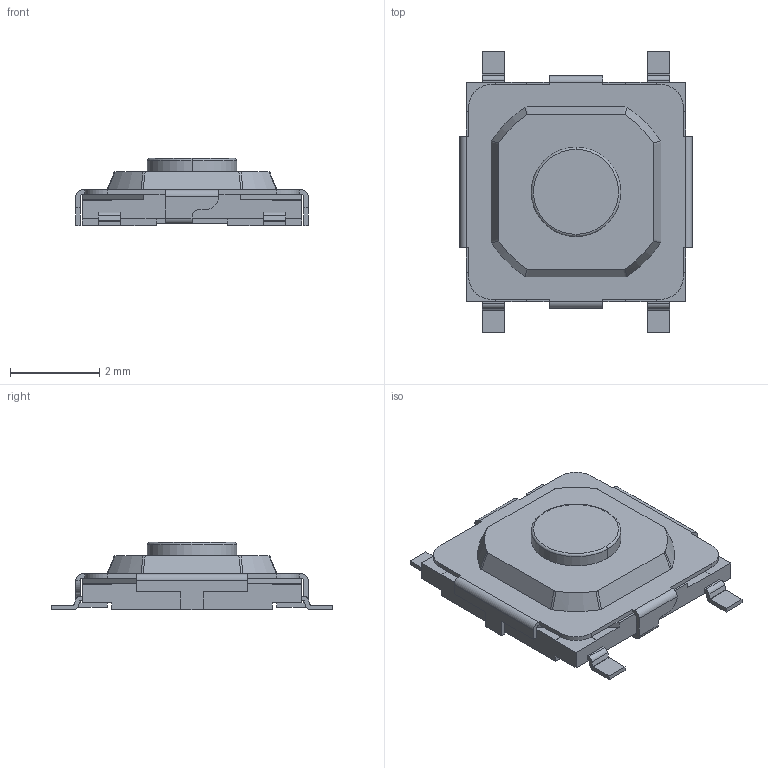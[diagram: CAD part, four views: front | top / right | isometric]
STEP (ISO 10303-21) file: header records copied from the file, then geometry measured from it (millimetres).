
FILE_DESCRIPTION((''),'2;1');
FILE_NAME('C-2337237-4','2022-07-22T13:08:07',('workeradm'),('TE Connectivity Ltd.'),'CREO PARAMETRIC BY PTC INC, 2021072','CREO PARAMETRIC BY PTC INC, 2021072','');
FILE_SCHEMA(('AUTOMOTIVE_DESIGN { 1 0 10303 214 1 1 1 1 }'));
Length unit declared in the file: millimetre
Products named in the file (1): C-2337237-4
Bounding box: 5.2 x 6.3 x 1.5 mm (x, y, z)
Volume: 23.6 mm3; surface area: 87.3 mm2
Topology: 1 solids, 1 shells, 188 faces, 534 edges, 350 vertices
Faces by surface type: plane 132, cylinder 42, bspline 8, cone 4, torus 2
Entity records: 6316 total; most frequent: CARTESIAN_POINT 1392, ORIENTED_EDGE 1068, DIRECTION 954, EDGE_CURVE 534, VECTOR 402, LINE 402, VERTEX_POINT 350, AXIS2_PLACEMENT_3D 276
